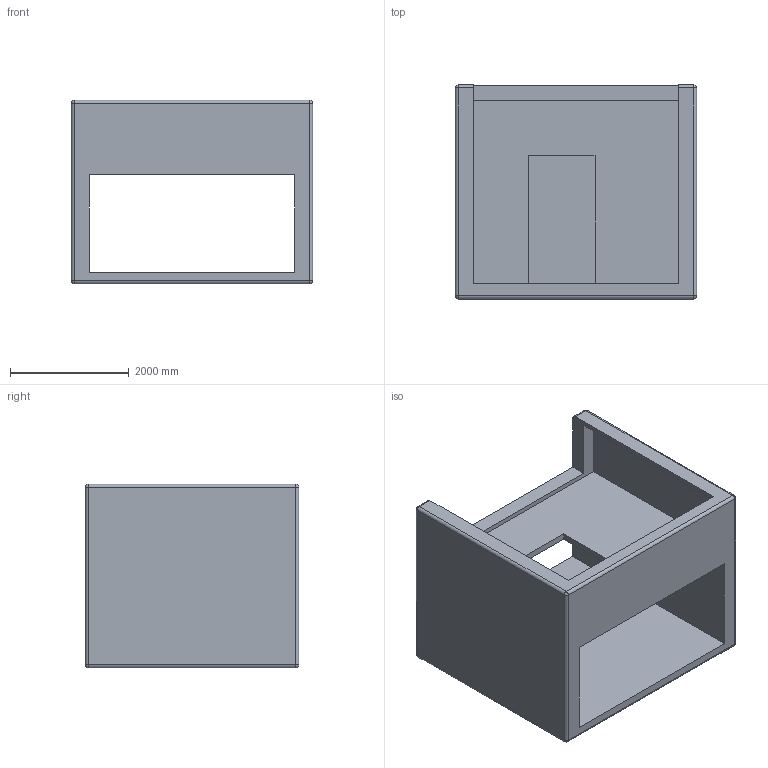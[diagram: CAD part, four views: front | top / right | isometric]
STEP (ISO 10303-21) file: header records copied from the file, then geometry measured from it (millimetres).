
FILE_DESCRIPTION (( 'STEP AP203' ), '1' );
FILE_NAME ('Floor_Default_sldprt.STEP', '2019-04-11T17:56:33', ( '' ), ( '' ), 'SwSTEP 2.0', 'SolidWorks 2017', '' );
FILE_SCHEMA (( 'CONFIG_CONTROL_DESIGN' ));
Length unit declared in the file: inch
Products named in the file (1): Floor_Default_sldprt
Bounding box: 4064 x 3600 x 3094 mm (x, y, z)
Volume: 9775099187.1 mm3; surface area: 109060861.5 mm2
Topology: 1 solids, 1 shells, 45 faces, 113 edges, 62 vertices
Faces by surface type: plane 24, cylinder 13, sphere 8
Entity records: 1340 total; most frequent: DIRECTION 223, CARTESIAN_POINT 213, ORIENTED_EDGE 210, EDGE_CURVE 105, VECTOR 79, LINE 79, AXIS2_PLACEMENT_3D 72, VERTEX_POINT 62
